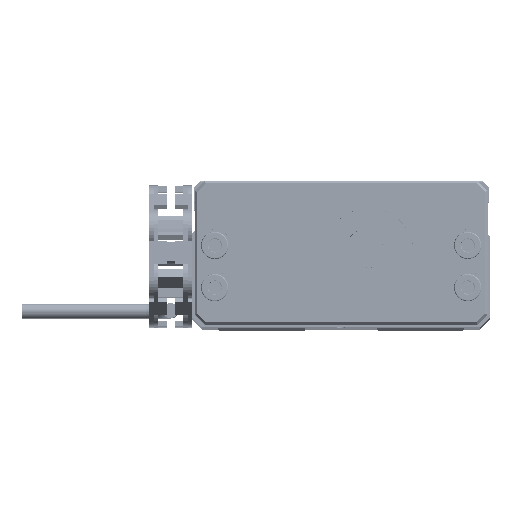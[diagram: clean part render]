
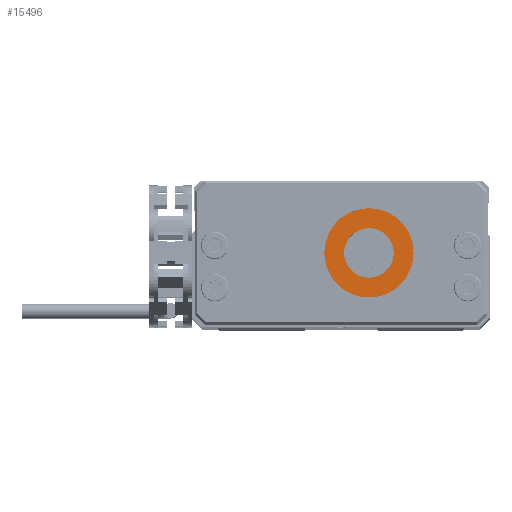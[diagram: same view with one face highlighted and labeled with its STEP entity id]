
A CAD part, top view. The second image highlights one B-rep face of the part: STEP entity #15496.
In plain terms, the highlighted planar face has unit normal (0, 0, 1).
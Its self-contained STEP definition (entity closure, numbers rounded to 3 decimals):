
#956 = CIRCLE ( 'NONE', #9132, 9. ) ;
#4605 = AXIS2_PLACEMENT_3D ( 'NONE', #29233, #42585, #68122 ) ;
#5854 = CIRCLE ( 'NONE', #36044, 9. ) ;
#6196 = VERTEX_POINT ( 'NONE', #61532 ) ;
#7795 = DIRECTION ( 'NONE',  ( 1., 0., 0. ) ) ;
#8093 = EDGE_CURVE ( 'NONE', #16436, #54605, #956, .T. ) ;
#9132 = AXIS2_PLACEMENT_3D ( 'NONE', #57595, #57965, #7795 ) ;
#10335 = ORIENTED_EDGE ( 'NONE', *, *, #67826, .T. ) ;
#12201 = AXIS2_PLACEMENT_3D ( 'NONE', #25717, #24619, #69327 ) ;
#15496 = ADVANCED_FACE ( 'NONE', ( #64420, #69882 ), #36422, .T. ) ;
#15951 = EDGE_CURVE ( 'NONE', #54605, #16436, #5854, .T. ) ;
#16436 = VERTEX_POINT ( 'NONE', #56146 ) ;
#19655 = VERTEX_POINT ( 'NONE', #54445 ) ;
#23290 = ORIENTED_EDGE ( 'NONE', *, *, #8093, .T. ) ;
#24619 = DIRECTION ( 'NONE',  ( 0., 0., -1. ) ) ;
#25717 = CARTESIAN_POINT ( 'NONE',  ( 35.1, -14.5, 8. ) ) ;
#27663 = ORIENTED_EDGE ( 'NONE', *, *, #33583, .T. ) ;
#29233 = CARTESIAN_POINT ( 'NONE',  ( 35.1, -14.5, 8. ) ) ;
#30092 = DIRECTION ( 'NONE',  ( 1., 0., 0. ) ) ;
#30457 = DIRECTION ( 'NONE',  ( 0., 0., -1. ) ) ;
#33583 = EDGE_CURVE ( 'NONE', #19655, #6196, #48661, .T. ) ;
#36044 = AXIS2_PLACEMENT_3D ( 'NONE', #58867, #36690, #42153 ) ;
#36422 = PLANE ( 'NONE',  #4605 ) ;
#36647 = CARTESIAN_POINT ( 'NONE',  ( 35.1, -14.5, 8. ) ) ;
#36690 = DIRECTION ( 'NONE',  ( 0., 0., 1. ) ) ;
#38155 = AXIS2_PLACEMENT_3D ( 'NONE', #36647, #30457, #30092 ) ;
#42153 = DIRECTION ( 'NONE',  ( 1., 0., 0. ) ) ;
#42585 = DIRECTION ( 'NONE',  ( 0., 0., 1. ) ) ;
#44056 = EDGE_LOOP ( 'NONE', ( #63786, #23290 ) ) ;
#48661 = CIRCLE ( 'NONE', #38155, 5. ) ;
#54445 = CARTESIAN_POINT ( 'NONE',  ( 30.1, -14.5, 8. ) ) ;
#54605 = VERTEX_POINT ( 'NONE', #55507 ) ;
#55507 = CARTESIAN_POINT ( 'NONE',  ( 44.1, -14.5, 8. ) ) ;
#56146 = CARTESIAN_POINT ( 'NONE',  ( 26.1, -14.5, 8. ) ) ;
#57595 = CARTESIAN_POINT ( 'NONE',  ( 35.1, -14.5, 8. ) ) ;
#57965 = DIRECTION ( 'NONE',  ( 0., 0., 1. ) ) ;
#58867 = CARTESIAN_POINT ( 'NONE',  ( 35.1, -14.5, 8. ) ) ;
#61022 = CIRCLE ( 'NONE', #12201, 5. ) ;
#61532 = CARTESIAN_POINT ( 'NONE',  ( 40.1, -14.5, 8. ) ) ;
#63786 = ORIENTED_EDGE ( 'NONE', *, *, #15951, .T. ) ;
#64074 = EDGE_LOOP ( 'NONE', ( #10335, #27663 ) ) ;
#64420 = FACE_OUTER_BOUND ( 'NONE', #44056, .T. ) ;
#67826 = EDGE_CURVE ( 'NONE', #6196, #19655, #61022, .T. ) ;
#68122 = DIRECTION ( 'NONE',  ( 1., 0., 0. ) ) ;
#69327 = DIRECTION ( 'NONE',  ( 1., 0., 0. ) ) ;
#69882 = FACE_BOUND ( 'NONE', #64074, .T. ) ;
